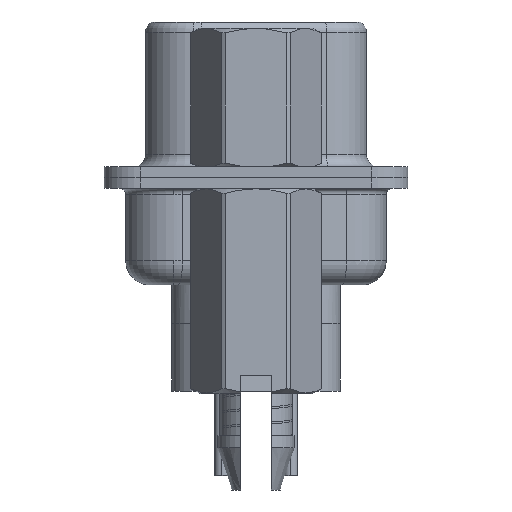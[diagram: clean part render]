
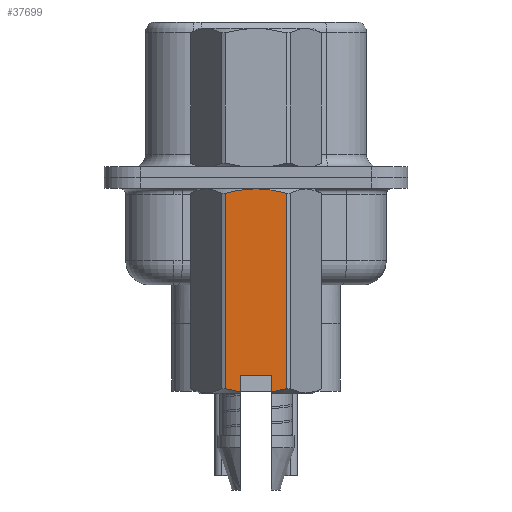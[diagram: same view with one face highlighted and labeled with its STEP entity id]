
A CAD part, left-side view. The second image highlights one B-rep face of the part: STEP entity #37699.
In plain terms, the highlighted planar face has unit normal (-1, 0, 0).
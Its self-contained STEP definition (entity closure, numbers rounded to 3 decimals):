
#75 = CARTESIAN_POINT ( 'NONE',  ( -2.381, 1.066, -0.596 ) ) ;
#293 = CARTESIAN_POINT ( 'NONE',  ( -2.381, 0.625, -8.885 ) ) ;
#482 = VERTEX_POINT ( 'NONE', #32406 ) ;
#805 = VERTEX_POINT ( 'NONE', #293 ) ;
#1582 = VERTEX_POINT ( 'NONE', #40442 ) ;
#1818 = CARTESIAN_POINT ( 'NONE',  ( -2.381, 1.06, -8.806 ) ) ;
#3169 = CARTESIAN_POINT ( 'NONE',  ( -2.381, 0., -0.468 ) ) ;
#3395 = CARTESIAN_POINT ( 'NONE',  ( -2.381, -1.273, -0.652 ) ) ;
#3574 = CARTESIAN_POINT ( 'NONE',  ( -2.381, 0.215, -0.468 ) ) ;
#3808 = CARTESIAN_POINT ( 'NONE',  ( -2.381, -1.065, -0.596 ) ) ;
#3976 = CARTESIAN_POINT ( 'NONE',  ( -2.381, 0.432, -0.485 ) ) ;
#5375 = VERTEX_POINT ( 'NONE', #22311 ) ;
#6209 = B_SPLINE_CURVE_WITH_KNOTS ( 'NONE', 3,
 ( #3395, #3808, #6293, #9576, #28738, #22117 ),
 .UNSPECIFIED., .F., .F.,
 ( 4, 2, 4 ),
 ( 0.003, 0.003, 0.004 ),
 .UNSPECIFIED. ) ;
#6293 = CARTESIAN_POINT ( 'NONE',  ( -2.381, -0.853, -0.549 ) ) ;
#8184 = VECTOR ( 'NONE', #18013, 1000. ) ;
#8277 = DIRECTION ( 'NONE',  ( 0., 1., 0. ) ) ;
#9050 = EDGE_CURVE ( 'NONE', #9838, #805, #38373, .T. ) ;
#9153 = CARTESIAN_POINT ( 'NONE',  ( -2.381, -1.273, -8.748 ) ) ;
#9576 = CARTESIAN_POINT ( 'NONE',  ( -2.381, -0.428, -0.485 ) ) ;
#9838 = VERTEX_POINT ( 'NONE', #11146 ) ;
#10297 = VERTEX_POINT ( 'NONE', #38730 ) ;
#10732 = FACE_OUTER_BOUND ( 'NONE', #24960, .T. ) ;
#10804 = EDGE_CURVE ( 'NONE', #482, #36356, #26773, .T. ) ;
#11146 = CARTESIAN_POINT ( 'NONE',  ( -2.381, 0.625, -8.2 ) ) ;
#11425 = VECTOR ( 'NONE', #26556, 1000. ) ;
#12994 = CARTESIAN_POINT ( 'NONE',  ( -2.381, -0.625, -8.2 ) ) ;
#13612 = DIRECTION ( 'NONE',  ( -1., 0., 0. ) ) ;
#13780 = CARTESIAN_POINT ( 'NONE',  ( -2.381, 1.273, 0.581 ) ) ;
#14152 = CARTESIAN_POINT ( 'NONE',  ( -2.381, 0.625, -8.885 ) ) ;
#14420 = ORIENTED_EDGE ( 'NONE', *, *, #27341, .T. ) ;
#15706 = CARTESIAN_POINT ( 'NONE',  ( -2.381, 0.858, -0.55 ) ) ;
#15883 = DIRECTION ( 'NONE',  ( 0., 0., -1. ) ) ;
#17306 = CARTESIAN_POINT ( 'NONE',  ( -2.381, -1.375, 7.399 ) ) ;
#17412 = EDGE_CURVE ( 'NONE', #5375, #19241, #21095, .T. ) ;
#17664 = B_SPLINE_CURVE_WITH_KNOTS ( 'NONE', 3,
 ( #26118, #1818, #29629, #14152 ),
 .UNSPECIFIED., .F., .F.,
 ( 4, 4 ),
 ( 0.001, 0.002 ),
 .UNSPECIFIED. ) ;
#18013 = DIRECTION ( 'NONE',  ( 0., 0., 1. ) ) ;
#18786 = ORIENTED_EDGE ( 'NONE', *, *, #19222, .T. ) ;
#18800 = CARTESIAN_POINT ( 'NONE',  ( -2.381, -0.625, -8.885 ) ) ;
#19222 = EDGE_CURVE ( 'NONE', #19241, #10297, #6209, .T. ) ;
#19241 = VERTEX_POINT ( 'NONE', #35123 ) ;
#20158 = CARTESIAN_POINT ( 'NONE',  ( -2.381, -0.625, -8.2 ) ) ;
#21095 = LINE ( 'NONE', #33707, #8184 ) ;
#21544 = EDGE_CURVE ( 'NONE', #30304, #1582, #26548, .T. ) ;
#21785 = VECTOR ( 'NONE', #8277, 1000. ) ;
#22117 = CARTESIAN_POINT ( 'NONE',  ( -2.381, 0., -0.468 ) ) ;
#22311 = CARTESIAN_POINT ( 'NONE',  ( -2.381, -1.273, -8.748 ) ) ;
#23275 = PLANE ( 'NONE',  #23349 ) ;
#23349 = AXIS2_PLACEMENT_3D ( 'NONE', #17306, #13612, #29494 ) ;
#23588 = ORIENTED_EDGE ( 'NONE', *, *, #17412, .T. ) ;
#24960 = EDGE_LOOP ( 'NONE', ( #27561, #30157, #28268, #26332, #23588, #18786, #36004, #28139, #14420 ) ) ;
#25176 = CARTESIAN_POINT ( 'NONE',  ( -2.381, 1.273, -0.652 ) ) ;
#25772 = CARTESIAN_POINT ( 'NONE',  ( -2.381, 0.625, -8.2 ) ) ;
#26118 = CARTESIAN_POINT ( 'NONE',  ( -2.381, 1.273, -8.748 ) ) ;
#26332 = ORIENTED_EDGE ( 'NONE', *, *, #26785, .T. ) ;
#26548 = LINE ( 'NONE', #20158, #35355 ) ;
#26556 = DIRECTION ( 'NONE',  ( 0., 0., -1. ) ) ;
#26773 = LINE ( 'NONE', #13780, #11425 ) ;
#26785 = EDGE_CURVE ( 'NONE', #1582, #5375, #39383, .T. ) ;
#27341 = EDGE_CURVE ( 'NONE', #36356, #805, #17664, .T. ) ;
#27561 = ORIENTED_EDGE ( 'NONE', *, *, #9050, .F. ) ;
#28139 = ORIENTED_EDGE ( 'NONE', *, *, #10804, .T. ) ;
#28268 = ORIENTED_EDGE ( 'NONE', *, *, #21544, .T. ) ;
#28726 = VECTOR ( 'NONE', #15883, 1000. ) ;
#28738 = CARTESIAN_POINT ( 'NONE',  ( -2.381, -0.215, -0.468 ) ) ;
#29494 = DIRECTION ( 'NONE',  ( 0., 0., 1. ) ) ;
#29629 = CARTESIAN_POINT ( 'NONE',  ( -2.381, 0.845, -8.853 ) ) ;
#30157 = ORIENTED_EDGE ( 'NONE', *, *, #31892, .F. ) ;
#30304 = VERTEX_POINT ( 'NONE', #12994 ) ;
#30716 = LINE ( 'NONE', #39394, #21785 ) ;
#31398 = CARTESIAN_POINT ( 'NONE',  ( -2.381, -1.06, -8.806 ) ) ;
#31892 = EDGE_CURVE ( 'NONE', #30304, #9838, #30716, .T. ) ;
#32406 = CARTESIAN_POINT ( 'NONE',  ( -2.381, 1.273, -0.652 ) ) ;
#33707 = CARTESIAN_POINT ( 'NONE',  ( -2.381, -1.273, 0.581 ) ) ;
#34686 = DIRECTION ( 'NONE',  ( 0., 0., -1. ) ) ;
#35123 = CARTESIAN_POINT ( 'NONE',  ( -2.381, -1.273, -0.652 ) ) ;
#35355 = VECTOR ( 'NONE', #34686, 1000. ) ;
#36004 = ORIENTED_EDGE ( 'NONE', *, *, #39198, .T. ) ;
#36356 = VERTEX_POINT ( 'NONE', #36984 ) ;
#36984 = CARTESIAN_POINT ( 'NONE',  ( -2.381, 1.273, -8.748 ) ) ;
#37383 = CARTESIAN_POINT ( 'NONE',  ( -2.381, -0.842, -8.854 ) ) ;
#37699 = ADVANCED_FACE ( 'NONE', ( #10732 ), #23275, .T. ) ;
#38373 = LINE ( 'NONE', #25772, #28726 ) ;
#38730 = CARTESIAN_POINT ( 'NONE',  ( -2.381, 0., -0.468 ) ) ;
#39198 = EDGE_CURVE ( 'NONE', #10297, #482, #40357, .T. ) ;
#39383 = B_SPLINE_CURVE_WITH_KNOTS ( 'NONE', 3,
 ( #18800, #37383, #31398, #9153 ),
 .UNSPECIFIED., .F., .F.,
 ( 4, 4 ),
 ( 0.003, 0.004 ),
 .UNSPECIFIED. ) ;
#39394 = CARTESIAN_POINT ( 'NONE',  ( -2.381, -0.625, -8.2 ) ) ;
#40357 = B_SPLINE_CURVE_WITH_KNOTS ( 'NONE', 3,
 ( #3169, #3574, #3976, #15706, #75, #25176 ),
 .UNSPECIFIED., .F., .F.,
 ( 4, 2, 4 ),
 ( 0.004, 0.004, 0.005 ),
 .UNSPECIFIED. ) ;
#40442 = CARTESIAN_POINT ( 'NONE',  ( -2.381, -0.625, -8.885 ) ) ;
